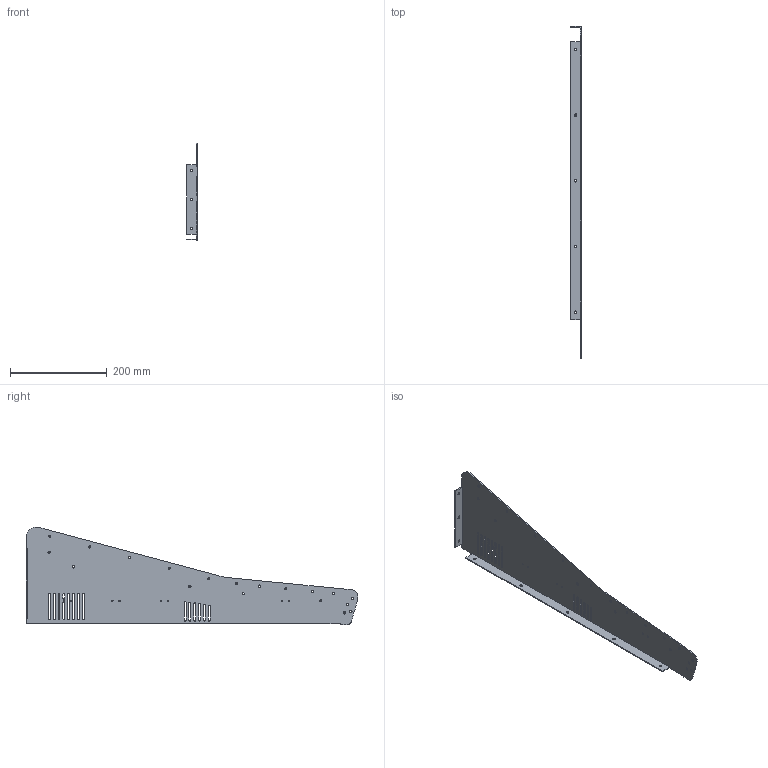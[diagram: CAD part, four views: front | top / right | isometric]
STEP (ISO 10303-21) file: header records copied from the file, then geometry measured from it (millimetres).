
FILE_DESCRIPTION(/* description */ (''),/* implementation_level */ '2;1');
FILE_NAME(/* name */ 'Right.step',/* time_stamp */ '2025-12-01T20:56:22+01:00',/* author */ (''),/* organization */ (''),/* preprocessor_version */ 'ST-DEVELOPER v20.1',/* originating_system */ 'Autodesk Translation Framework v14.17.0.0',/* authorisation */ '');
FILE_SCHEMA (('AUTOMOTIVE_DESIGN { 1 0 10303 214 3 1 1 }'));
Products named in the file (2): PreSonus StudioLive_16.0.2; right
Assembly tree (1 placements, depth 2):
  PreSonus StudioLive_16.0.2
    right
Bounding box: 22 x 684.66 x 202 mm (x, y, z)
Volume: 190975.3 mm3; surface area: 198589.2 mm2
Topology: 1 solids, 1 shells, 414 faces, 1618 edges, 1206 vertices
Faces by surface type: cylinder 290, bspline 73, plane 51
Full cylindrical faces by diameter (mm): 2.529 x16, 3.086 x10, 4.234 x33, 5 x2, 5.12 x12
Entity records: 40133 total; most frequent: CARTESIAN_POINT 28144, ORIENTED_EDGE 3236, EDGE_CURVE 1618, DIRECTION 1484, VERTEX_POINT 1206, B_SPLINE_CURVE_WITH_KNOTS 1012, AXIS2_PLACEMENT_3D 548, EDGE_LOOP 514
